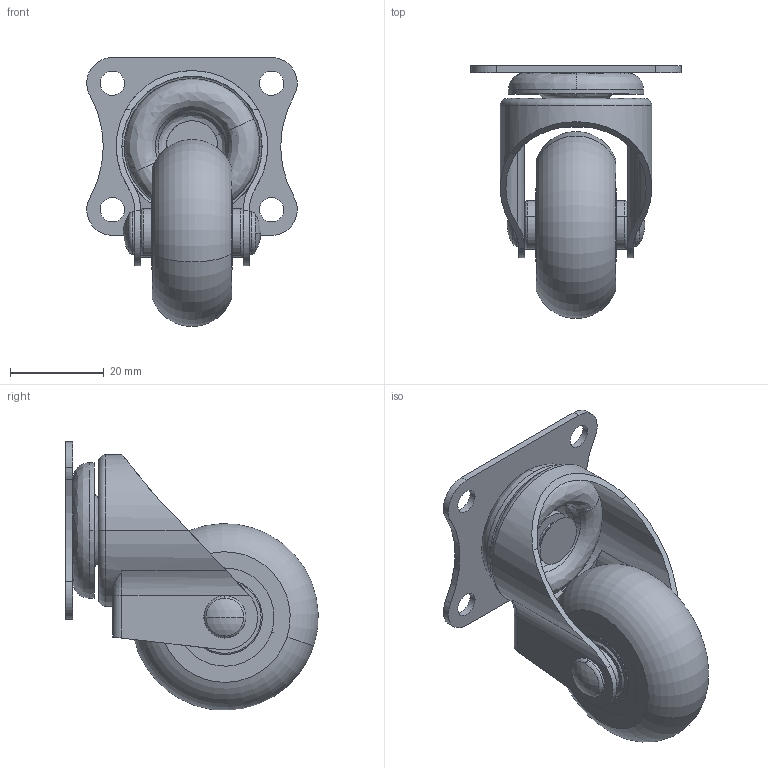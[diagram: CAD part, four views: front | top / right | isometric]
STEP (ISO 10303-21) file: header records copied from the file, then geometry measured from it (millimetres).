
FILE_DESCRIPTION (( 'STEP AP203' ), '1' );
FILE_NAME ('ACSU-40SF ASSY.STEP', '2016-04-26T08:23:26', ( '' ), ( '' ), 'SwSTEP 2.0', 'SolidWorks 2016', '' );
FILE_SCHEMA (( 'CONFIG_CONTROL_DESIGN' ));
Length unit declared in the file: millimetre
Products named in the file (17): ACSU-40 URETHANE; 230-36-1; ACSU-40 WHEEL ASSY; 230-01-1; ACSU-40 BEARING BUSHING; 230-31-1; 688HZZ_SOLID_1; ACSU-40SF BODY; 688HZZ_SOLID_2; ACSU-40SF FRAME ASSY; 688HZZ_SOLID_3; ACSU-40SF ASSY; ACSU-40 BEARING 688; ACSU-40 PIN; 230-03-1; ACSU-40 WHEEL CORE; 230-03_1-1
Assembly tree (18 placements, depth 3):
  ACSU-40SF ASSY
    ACSU-40 PIN
    ACSU-40 WHEEL ASSY
      ACSU-40 WHEEL CORE
      ACSU-40 URETHANE
    ACSU-40 BEARING BUSHING  x2
    ACSU-40 BEARING 688  x2
      688HZZ_SOLID_1
      688HZZ_SOLID_2
      688HZZ_SOLID_3
    ACSU-40SF FRAME ASSY
      230-03-1
      230-03_1-1
      230-36-1
      230-01-1
      230-31-1
      ACSU-40SF BODY
Bounding box: 45 x 53.96 x 57.46 mm (x, y, z)
Volume: 27300.7 mm3; surface area: 26176.4 mm2
Topology: 17 solids, 17 shells, 489 faces, 1130 edges, 722 vertices
Faces by surface type: cylinder 180, sphere 84, plane 83, torus 76, cone 36, bspline 30
Entity records: 14940 total; most frequent: CARTESIAN_POINT 4281, DIRECTION 1860, ORIENTED_EDGE 1856, EDGE_CURVE 928, AXIS2_PLACEMENT_3D 813, VERTEX_POINT 598, EDGE_LOOP 454, CIRCLE 439
